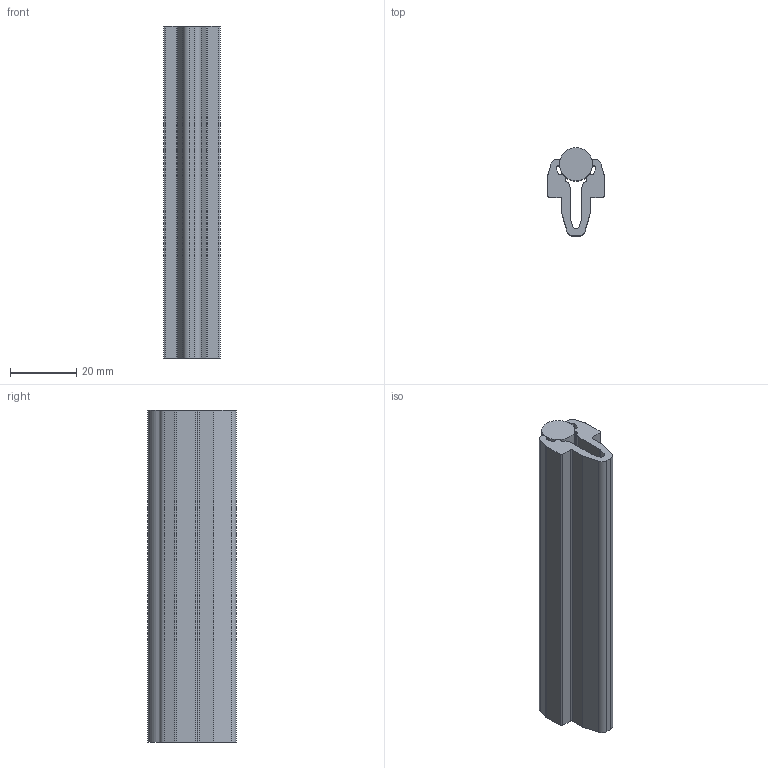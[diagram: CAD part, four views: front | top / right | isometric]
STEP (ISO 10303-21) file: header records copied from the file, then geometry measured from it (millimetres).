
FILE_DESCRIPTION(/* description */ ('PROFILO 17X23 PER GUIDA D=10 PC10 ANODIZ'),/* implementation_level */ '2;1');
FILE_NAME(/* name */ 'BPRGD0000032.stp',/* time_stamp */ '2022-07-27T09:36:29+02:00',/* author */ ('tecnico3.vi'),/* organization */ (''),/* preprocessor_version */ 'ST-DEVELOPER v18.1',/* originating_system */ 'Autodesk Inventor 2022',/* authorisation */ '');
FILE_SCHEMA (('AUTOMOTIVE_DESIGN { 1 0 10303 214 3 1 1 }'));
Length unit declared in the file: millimetre
Products named in the file (1): !DM01.1723.0001A!!!
Bounding box: 17 x 26.61 x 100 mm (x, y, z)
Volume: 23876.7 mm3; surface area: 14755.3 mm2
Topology: 2 solids, 2 shells, 68 faces, 192 edges, 128 vertices
Faces by surface type: cylinder 41, plane 27
Full cylindrical faces by diameter (mm): 10 x1
Entity records: 2366 total; most frequent: DIRECTION 412, CARTESIAN_POINT 389, ORIENTED_EDGE 384, EDGE_CURVE 192, AXIS2_PLACEMENT_3D 151, VERTEX_POINT 128, LINE 110, VECTOR 110
